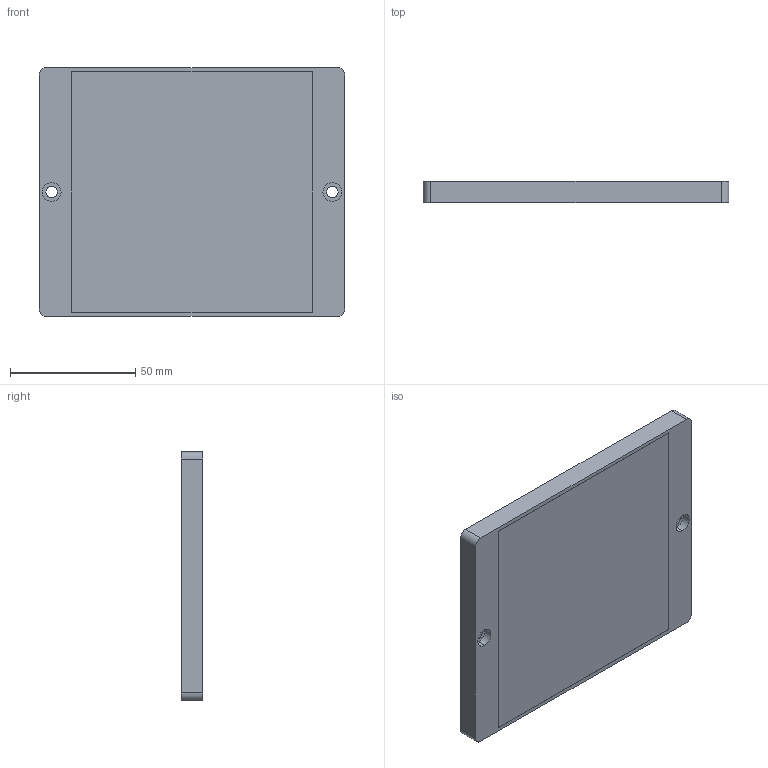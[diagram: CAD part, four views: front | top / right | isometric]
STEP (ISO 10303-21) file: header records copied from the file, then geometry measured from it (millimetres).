
FILE_DESCRIPTION((''),'2;1');
FILE_NAME('CAD2287','2016-08-25T',('cmozuch'),(''),'PRO/ENGINEER BY PARAMETRIC TECHNOLOGY CORPORATION, 2015440','PRO/ENGINEER BY PARAMETRIC TECHNOLOGY CORPORATION, 2015440','');
FILE_SCHEMA(('CONFIG_CONTROL_DESIGN'));
Length unit declared in the file: millimetre
Products named in the file (1): CAD2287
Bounding box: 122 x 8.5 x 99.35 mm (x, y, z)
Volume: 88874.8 mm3; surface area: 32036.4 mm2
Topology: 1 solids, 1 shells, 101 faces, 268 edges, 180 vertices
Faces by surface type: plane 69, cylinder 32
Entity records: 3914 total; most frequent: CARTESIAN_POINT 549, DIRECTION 542, ORIENTED_EDGE 536, EDGE_CURVE 268, VECTOR 196, LINE 196, VERTEX_POINT 180, AXIS2_PLACEMENT_3D 173
